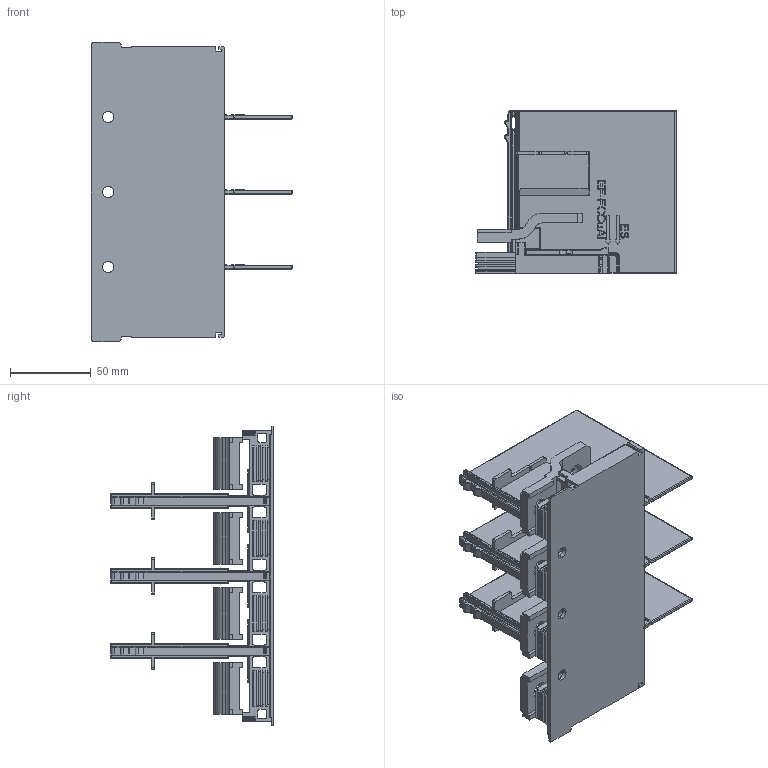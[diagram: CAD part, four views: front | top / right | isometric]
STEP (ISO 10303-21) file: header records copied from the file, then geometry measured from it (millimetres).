
FILE_DESCRIPTION((''),'2;1');
FILE_NAME('1SDH002065A1160_IGES','2022-01-27T12:17:35',('ITMADEL7'),(''),'CREO PARAMETRIC BY PTC INC, 2019030','CREO PARAMETRIC BY PTC INC, 2019030','');
FILE_SCHEMA(('AUTOMOTIVE_DESIGN { 1 0 10303 214 1 1 1 1 }'));
Products named in the file (1): 1SDH002065A1160_IGES
Bounding box: 125 x 101 x 185.5 mm (x, y, z)
Volume: 244312.4 mm3; surface area: 170451.6 mm2
Topology: 5 solids, 5 shells, 4147 faces, 10891 edges, 6845 vertices
Faces by surface type: plane 2420, cylinder 1068, torus 312, bspline 168, sphere 127, cone 52
Entity records: 143129 total; most frequent: CARTESIAN_POINT 39259, ORIENTED_EDGE 21782, DIRECTION 20639, EDGE_CURVE 10891, VECTOR 7873, LINE 7873, VERTEX_POINT 6845, AXIS2_PLACEMENT_3D 6383
